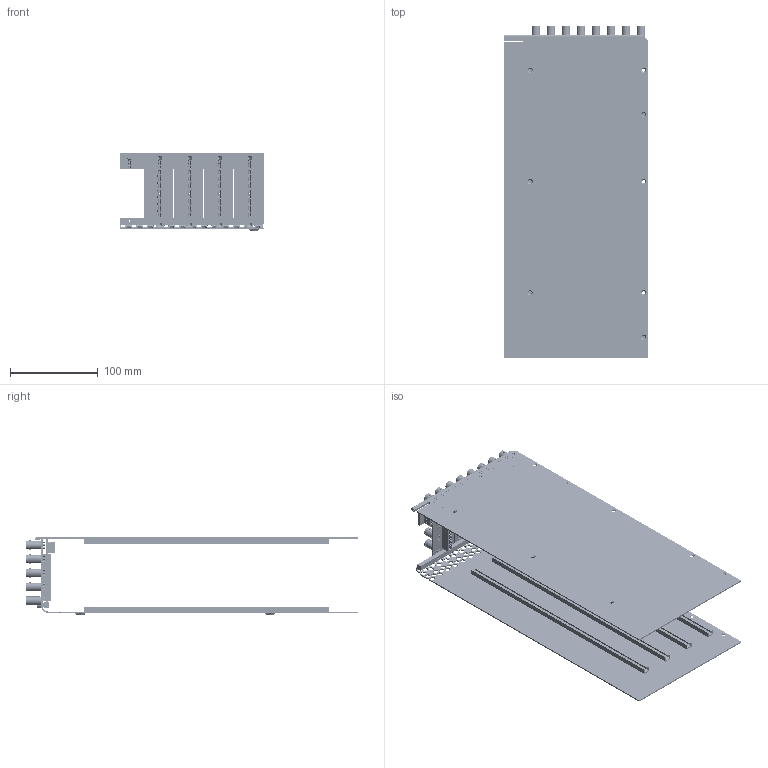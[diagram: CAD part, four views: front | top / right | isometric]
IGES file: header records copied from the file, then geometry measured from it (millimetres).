
Global section: file name: No Iges File Name specified; native system: Autodesk Inventor 2009; preprocessor: AutoDesk Inventor Iges Exporter R2009; author: dlocke; date: 20090811.145040; units: inch
Bounding box: 164.55 x 378.69 x 88.57 mm (x, y, z)
Volume: 359250.9 mm3; surface area: 692968 mm2
Topology: 298 solids, 298 shells, 37544 faces, 104534 edges, 66696 vertices
Faces by surface type: plane 25537, cylinder 5967, revolution 3841, bspline 1673, torus 504, sphere 18, cone 4
Full cylindrical faces by diameter (mm): 2.845 x80
